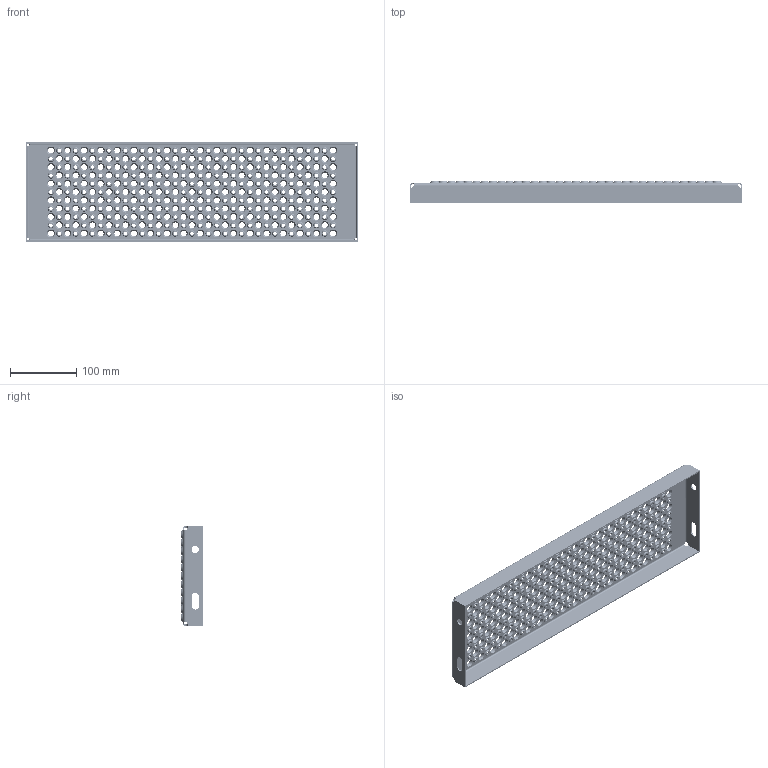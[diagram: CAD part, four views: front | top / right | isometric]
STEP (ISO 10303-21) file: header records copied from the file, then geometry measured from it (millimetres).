
FILE_DESCRIPTION (( 'STEP AP203' ), '1' );
FILE_NAME ('21006_PcP RUSTFRI TRIN_O2_150x500X32mm_M_OPTRÆK.STEP', '2014-02-18T07:16:11', ( '' ), ( '' ), 'SwSTEP 2.0', 'SolidWorks 2013', '' );
FILE_SCHEMA (( 'CONFIG_CONTROL_DESIGN' ));
Length unit declared in the file: millimetre
Products named in the file (1): 21006_PcP RUSTFRI TRIN_O2_150x500X32mm_M_OPTRÆK
Bounding box: 500 x 32 x 150 mm (x, y, z)
Volume: 216468 mm3; surface area: 231310.7 mm2
Topology: 1 solids, 1 shells, 2757 faces, 6308 edges, 3938 vertices
Faces by surface type: cone 1540, cylinder 798, plane 411, bspline 8
Entity records: 80893 total; most frequent: DIRECTION 15666, CARTESIAN_POINT 13596, ORIENTED_EDGE 12616, AXIS2_PLACEMENT_3D 6640, EDGE_CURVE 6308, VERTEX_POINT 3938, EDGE_LOOP 3920, CIRCLE 3890
